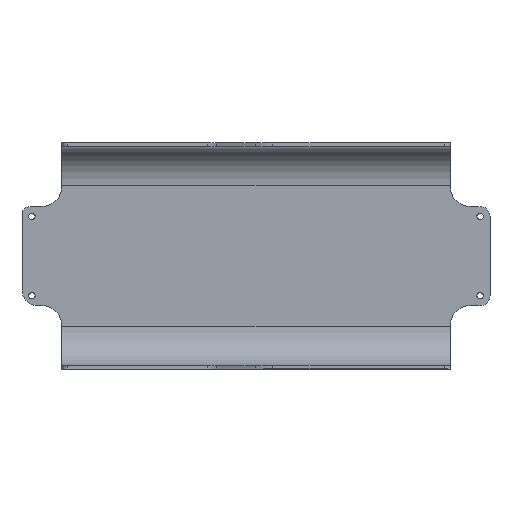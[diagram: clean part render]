
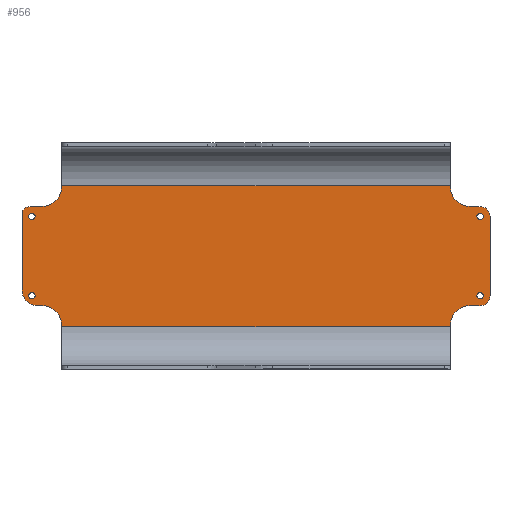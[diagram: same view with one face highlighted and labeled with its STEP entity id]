
A CAD part, top view. The second image highlights one B-rep face of the part: STEP entity #956.
In plain terms, the highlighted planar face has unit normal (0, 0, 1).
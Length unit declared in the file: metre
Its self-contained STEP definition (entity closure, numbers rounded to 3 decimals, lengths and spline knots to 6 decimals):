
#48=LINE('',#1460,#131);
#51=LINE('',#1472,#134);
#56=LINE('',#1487,#139);
#59=LINE('',#1496,#142);
#64=LINE('',#1512,#147);
#83=LINE('',#1583,#166);
#90=LINE('',#1605,#173);
#91=LINE('',#1607,#174);
#92=LINE('',#1611,#175);
#93=LINE('',#1615,#176);
#94=LINE('',#1619,#177);
#95=LINE('',#1623,#178);
#131=VECTOR('',#1165,1.);
#134=VECTOR('',#1178,1.);
#139=VECTOR('',#1191,1.);
#142=VECTOR('',#1202,1.);
#147=VECTOR('',#1217,1.);
#166=VECTOR('',#1288,1.);
#173=VECTOR('',#1311,1.);
#174=VECTOR('',#1314,1.);
#175=VECTOR('',#1317,1.);
#176=VECTOR('',#1320,1.);
#177=VECTOR('',#1323,1.);
#178=VECTOR('',#1326,1.);
#206=PLANE('',#1063);
#388=ORIENTED_EDGE('',*,*,#486,.F.);
#389=ORIENTED_EDGE('',*,*,#484,.F.);
#390=ORIENTED_EDGE('',*,*,#592,.F.);
#391=ORIENTED_EDGE('',*,*,#593,.F.);
#392=ORIENTED_EDGE('',*,*,#594,.F.);
#393=ORIENTED_EDGE('',*,*,#595,.F.);
#394=ORIENTED_EDGE('',*,*,#596,.F.);
#395=ORIENTED_EDGE('',*,*,#597,.F.);
#396=ORIENTED_EDGE('',*,*,#598,.F.);
#397=ORIENTED_EDGE('',*,*,#599,.F.);
#398=ORIENTED_EDGE('',*,*,#600,.F.);
#399=ORIENTED_EDGE('',*,*,#601,.F.);
#400=ORIENTED_EDGE('',*,*,#581,.T.);
#401=ORIENTED_EDGE('',*,*,#520,.F.);
#402=ORIENTED_EDGE('',*,*,#523,.F.);
#403=ORIENTED_EDGE('',*,*,#526,.F.);
#404=ORIENTED_EDGE('',*,*,#529,.F.);
#405=ORIENTED_EDGE('',*,*,#533,.F.);
#406=ORIENTED_EDGE('',*,*,#535,.F.);
#407=ORIENTED_EDGE('',*,*,#538,.F.);
#408=ORIENTED_EDGE('',*,*,#541,.F.);
#409=ORIENTED_EDGE('',*,*,#546,.F.);
#410=ORIENTED_EDGE('',*,*,#602,.F.);
#411=ORIENTED_EDGE('',*,*,#603,.F.);
#484=EDGE_CURVE('',#619,#619,#713,.T.);
#486=EDGE_CURVE('',#621,#621,#715,.T.);
#520=EDGE_CURVE('',#647,#648,#48,.T.);
#523=EDGE_CURVE('',#650,#647,#726,.T.);
#526=EDGE_CURVE('',#652,#650,#51,.T.);
#529=EDGE_CURVE('',#654,#652,#728,.T.);
#533=EDGE_CURVE('',#657,#654,#56,.T.);
#535=EDGE_CURVE('',#658,#657,#730,.T.);
#538=EDGE_CURVE('',#660,#658,#59,.T.);
#541=EDGE_CURVE('',#662,#660,#732,.T.);
#546=EDGE_CURVE('',#665,#662,#64,.T.);
#581=EDGE_CURVE('',#692,#648,#83,.T.);
#592=EDGE_CURVE('',#698,#665,#90,.T.);
#593=EDGE_CURVE('',#699,#698,#91,.T.);
#594=EDGE_CURVE('',#700,#699,#755,.T.);
#595=EDGE_CURVE('',#701,#700,#92,.T.);
#596=EDGE_CURVE('',#702,#701,#756,.T.);
#597=EDGE_CURVE('',#703,#702,#93,.T.);
#598=EDGE_CURVE('',#704,#703,#757,.T.);
#599=EDGE_CURVE('',#705,#704,#94,.T.);
#600=EDGE_CURVE('',#706,#705,#758,.T.);
#601=EDGE_CURVE('',#692,#706,#95,.T.);
#602=EDGE_CURVE('',#707,#707,#759,.T.);
#603=EDGE_CURVE('',#708,#708,#760,.T.);
#619=VERTEX_POINT('',#1385);
#621=VERTEX_POINT('',#1390);
#647=VERTEX_POINT('',#1459);
#648=VERTEX_POINT('',#1461);
#650=VERTEX_POINT('',#1467);
#652=VERTEX_POINT('',#1473);
#654=VERTEX_POINT('',#1479);
#657=VERTEX_POINT('',#1486);
#658=VERTEX_POINT('',#1491);
#660=VERTEX_POINT('',#1497);
#662=VERTEX_POINT('',#1503);
#665=VERTEX_POINT('',#1511);
#692=VERTEX_POINT('',#1584);
#698=VERTEX_POINT('',#1604);
#699=VERTEX_POINT('',#1608);
#700=VERTEX_POINT('',#1610);
#701=VERTEX_POINT('',#1612);
#702=VERTEX_POINT('',#1614);
#703=VERTEX_POINT('',#1616);
#704=VERTEX_POINT('',#1618);
#705=VERTEX_POINT('',#1620);
#706=VERTEX_POINT('',#1622);
#707=VERTEX_POINT('',#1625);
#708=VERTEX_POINT('',#1627);
#713=CIRCLE('',#988,0.0016);
#715=CIRCLE('',#991,0.0016);
#726=CIRCLE('',#1013,0.01);
#728=CIRCLE('',#1017,0.005);
#730=CIRCLE('',#1021,0.005);
#732=CIRCLE('',#1025,0.01);
#755=CIRCLE('',#1064,0.01);
#756=CIRCLE('',#1065,0.005);
#757=CIRCLE('',#1066,0.007983);
#758=CIRCLE('',#1067,0.01);
#759=CIRCLE('',#1068,0.0016);
#760=CIRCLE('',#1069,0.0016);
#806=EDGE_LOOP('',(#388));
#807=EDGE_LOOP('',(#389));
#808=EDGE_LOOP('',(#390,#391,#392,#393,#394,#395,#396,#397,#398,#399,#400,
#401,#402,#403,#404,#405,#406,#407,#408,#409));
#809=EDGE_LOOP('',(#410));
#810=EDGE_LOOP('',(#411));
#873=FACE_BOUND('',#806,.T.);
#874=FACE_BOUND('',#807,.T.);
#875=FACE_BOUND('',#808,.T.);
#876=FACE_BOUND('',#809,.T.);
#877=FACE_BOUND('',#810,.T.);
#956=ADVANCED_FACE('',(#873,#874,#875,#876,#877),#206,.T.);
#988=AXIS2_PLACEMENT_3D('',#1384,#1095,#1096);
#991=AXIS2_PLACEMENT_3D('',#1389,#1101,#1102);
#1013=AXIS2_PLACEMENT_3D('',#1466,#1171,#1172);
#1017=AXIS2_PLACEMENT_3D('',#1478,#1183,#1184);
#1021=AXIS2_PLACEMENT_3D('',#1490,#1195,#1196);
#1025=AXIS2_PLACEMENT_3D('',#1502,#1207,#1208);
#1063=AXIS2_PLACEMENT_3D('',#1606,#1312,#1313);
#1064=AXIS2_PLACEMENT_3D('',#1609,#1315,#1316);
#1065=AXIS2_PLACEMENT_3D('',#1613,#1318,#1319);
#1066=AXIS2_PLACEMENT_3D('',#1617,#1321,#1322);
#1067=AXIS2_PLACEMENT_3D('',#1621,#1324,#1325);
#1068=AXIS2_PLACEMENT_3D('',#1624,#1327,#1328);
#1069=AXIS2_PLACEMENT_3D('',#1626,#1329,#1330);
#1095=DIRECTION('',(0.,0.,1.));
#1096=DIRECTION('',(1.,0.,0.));
#1101=DIRECTION('',(0.,0.,1.));
#1102=DIRECTION('',(1.,0.,0.));
#1165=DIRECTION('',(0.,-1.,0.));
#1171=DIRECTION('',(0.,0.,1.));
#1172=DIRECTION('',(-1.,0.,0.));
#1178=DIRECTION('',(-1.,0.,0.));
#1183=DIRECTION('',(0.,0.,-1.));
#1184=DIRECTION('',(1.,0.,0.));
#1191=DIRECTION('',(0.,-1.,0.));
#1195=DIRECTION('',(0.,0.,-1.));
#1196=DIRECTION('',(0.,1.,0.));
#1202=DIRECTION('',(1.,0.,0.));
#1207=DIRECTION('',(0.,0.,1.));
#1208=DIRECTION('',(0.,-1.,0.));
#1217=DIRECTION('',(0.,-1.,0.));
#1288=DIRECTION('',(1.,0.,0.));
#1311=DIRECTION('',(1.,0.,0.));
#1312=DIRECTION('',(0.,0.,1.));
#1313=DIRECTION('',(1.,0.,0.));
#1314=DIRECTION('',(0.,1.,0.));
#1315=DIRECTION('',(0.,0.,1.));
#1316=DIRECTION('',(1.,0.,0.));
#1317=DIRECTION('',(1.,0.,0.));
#1318=DIRECTION('',(0.,0.,-1.));
#1319=DIRECTION('',(-0.865,0.502,0.));
#1320=DIRECTION('',(0.,1.,0.));
#1321=DIRECTION('',(0.,0.,-1.));
#1322=DIRECTION('',(0.,-1.,0.));
#1323=DIRECTION('',(-1.,0.,0.));
#1324=DIRECTION('',(0.,0.,1.));
#1325=DIRECTION('',(0.,1.,0.));
#1326=DIRECTION('',(0.,1.,0.));
#1327=DIRECTION('',(0.,0.,1.));
#1328=DIRECTION('',(1.,0.,0.));
#1329=DIRECTION('',(0.,0.,1.));
#1330=DIRECTION('',(1.,0.,0.));
#1384=CARTESIAN_POINT('',(1.100659,-0.983519,-1.29104));
#1385=CARTESIAN_POINT('',(1.102259,-0.983519,-1.29104));
#1389=CARTESIAN_POINT('',(1.100659,-1.023519,-1.29104));
#1390=CARTESIAN_POINT('',(1.102259,-1.023519,-1.29104));
#1459=CARTESIAN_POINT('',(1.085659,-1.038519,-1.29104));
#1460=CARTESIAN_POINT('',(1.085659,-1.014269,-1.29104));
#1461=CARTESIAN_POINT('',(1.085659,-1.039019,-1.29104));
#1466=CARTESIAN_POINT('',(1.095659,-1.038519,-1.29104));
#1467=CARTESIAN_POINT('',(1.095659,-1.028519,-1.29104));
#1472=CARTESIAN_POINT('',(1.090659,-1.028519,-1.29104));
#1473=CARTESIAN_POINT('',(1.100659,-1.028519,-1.29104));
#1478=CARTESIAN_POINT('',(1.100659,-1.023519,-1.29104));
#1479=CARTESIAN_POINT('',(1.105659,-1.023519,-1.29104));
#1486=CARTESIAN_POINT('',(1.105659,-0.983519,-1.29104));
#1487=CARTESIAN_POINT('',(1.105659,-0.968019,-1.29104));
#1490=CARTESIAN_POINT('',(1.100659,-0.983519,-1.29104));
#1491=CARTESIAN_POINT('',(1.100659,-0.978519,-1.29104));
#1496=CARTESIAN_POINT('',(1.093159,-0.978519,-1.29104));
#1497=CARTESIAN_POINT('',(1.095659,-0.978519,-1.29104));
#1502=CARTESIAN_POINT('',(1.095659,-0.968519,-1.29104));
#1503=CARTESIAN_POINT('',(1.085659,-0.968519,-1.29104));
#1511=CARTESIAN_POINT('',(1.085659,-0.968019,-1.29104));
#1512=CARTESIAN_POINT('',(1.085659,-0.968269,-1.29104));
#1583=CARTESIAN_POINT('',(1.085659,-1.039019,-1.29104));
#1584=CARTESIAN_POINT('',(0.889659,-1.039019,-1.29104));
#1604=CARTESIAN_POINT('',(0.889659,-0.968019,-1.29104));
#1605=CARTESIAN_POINT('',(1.085659,-0.968019,-1.29104));
#1606=CARTESIAN_POINT('',(1.062659,-0.968019,-1.29104));
#1607=CARTESIAN_POINT('',(0.889659,-0.957269,-1.29104));
#1608=CARTESIAN_POINT('',(0.889659,-0.968519,-1.29104));
#1609=CARTESIAN_POINT('',(0.879659,-0.968519,-1.29104));
#1610=CARTESIAN_POINT('',(0.879659,-0.978519,-1.29104));
#1611=CARTESIAN_POINT('',(0.954659,-0.978519,-1.29104));
#1612=CARTESIAN_POINT('',(0.873984,-0.978519,-1.29104));
#1613=CARTESIAN_POINT('',(0.873984,-0.983519,-1.29104));
#1614=CARTESIAN_POINT('',(0.869659,-0.981009,-1.29104));
#1615=CARTESIAN_POINT('',(0.869659,-0.968019,-1.29104));
#1616=CARTESIAN_POINT('',(0.869659,-1.020536,-1.29104));
#1617=CARTESIAN_POINT('',(0.877642,-1.020536,-1.29104));
#1618=CARTESIAN_POINT('',(0.877642,-1.028519,-1.29104));
#1619=CARTESIAN_POINT('',(0.95365,-1.028519,-1.29104));
#1620=CARTESIAN_POINT('',(0.879659,-1.028519,-1.29104));
#1621=CARTESIAN_POINT('',(0.879659,-1.038519,-1.29104));
#1622=CARTESIAN_POINT('',(0.889659,-1.038519,-1.29104));
#1623=CARTESIAN_POINT('',(0.889659,-1.003269,-1.29104));
#1624=CARTESIAN_POINT('',(0.874658,-0.983519,-1.29104));
#1625=CARTESIAN_POINT('',(0.876258,-0.983519,-1.29104));
#1626=CARTESIAN_POINT('',(0.87466,-1.023519,-1.29104));
#1627=CARTESIAN_POINT('',(0.87626,-1.023519,-1.29104));
